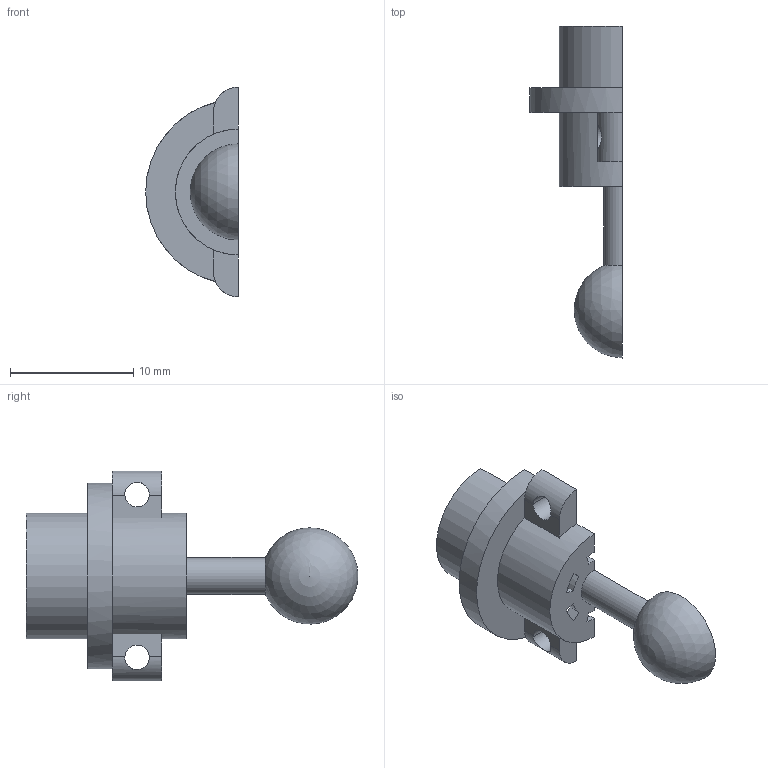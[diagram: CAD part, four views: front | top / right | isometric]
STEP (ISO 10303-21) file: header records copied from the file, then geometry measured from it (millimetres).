
FILE_DESCRIPTION (( 'STEP AP214' ), '1' );
FILE_NAME ('rolldamper_chamberouter_B.STEP', '2025-07-31T22:29:32', ( '' ), ( '' ), 'SwSTEP 2.0', 'SolidWorks 2024', '' );
FILE_SCHEMA (( 'AUTOMOTIVE_DESIGN' ));
Length unit declared in the file: millimetre
Products named in the file (1): rolldamper_chamberouter_B
Bounding box: 7.5 x 26.9 x 17 mm (x, y, z)
Volume: 457.7 mm3; surface area: 858.3 mm2
Topology: 1 solids, 1 shells, 40 faces, 121 edges, 80 vertices
Faces by surface type: plane 20, cylinder 19, sphere 1
Entity records: 1422 total; most frequent: CARTESIAN_POINT 283, DIRECTION 237, ORIENTED_EDGE 236, EDGE_CURVE 118, AXIS2_PLACEMENT_3D 84, VERTEX_POINT 78, LINE 69, VECTOR 69
